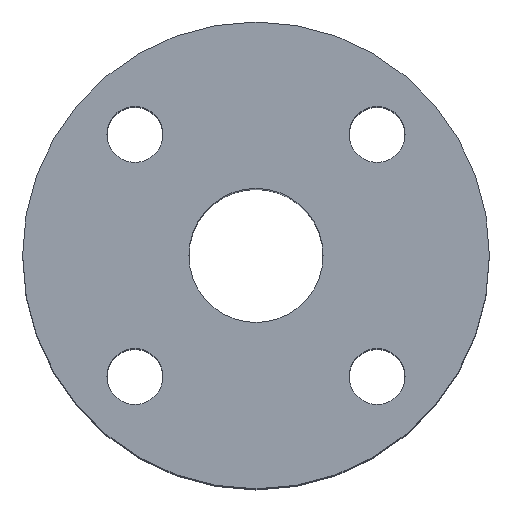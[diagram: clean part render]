
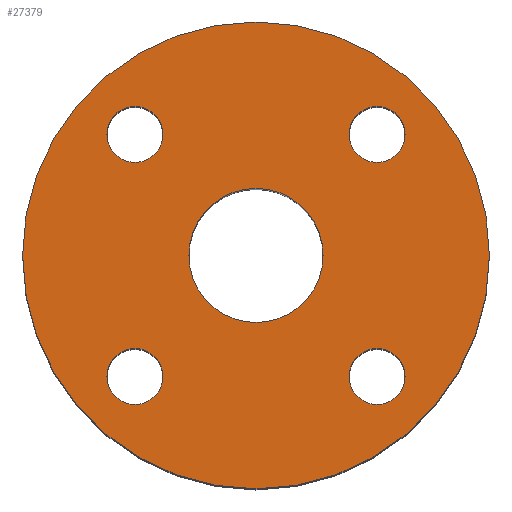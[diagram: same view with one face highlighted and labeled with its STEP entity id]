
A CAD part, top view. The second image highlights one B-rep face of the part: STEP entity #27379.
In plain terms, the highlighted planar face has unit normal (0, 0, 1).
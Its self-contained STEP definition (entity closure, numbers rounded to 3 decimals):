
#175 = FACE_BOUND ( 'NONE', #6668, .T. ) ;
#606 = DIRECTION ( 'NONE',  ( 1., 0., 0. ) ) ;
#671 = CARTESIAN_POINT ( 'NONE',  ( -38.891, -38.891, 0. ) ) ;
#746 = VERTEX_POINT ( 'NONE', #24510 ) ;
#750 = CARTESIAN_POINT ( 'NONE',  ( 29.891, -38.891, 0. ) ) ;
#1687 = FACE_OUTER_BOUND ( 'NONE', #9240, .T. ) ;
#1943 = CARTESIAN_POINT ( 'NONE',  ( 38.891, -38.891, 0. ) ) ;
#2155 = DIRECTION ( 'NONE',  ( 0., 0., 1. ) ) ;
#2175 = CIRCLE ( 'NONE', #18571, 9. ) ;
#2225 = FACE_BOUND ( 'NONE', #22877, .T. ) ;
#2306 = DIRECTION ( 'NONE',  ( 0., 0., 1. ) ) ;
#2328 = VERTEX_POINT ( 'NONE', #750 ) ;
#2779 = EDGE_CURVE ( 'NONE', #27462, #18726, #18135, .T. ) ;
#3009 = DIRECTION ( 'NONE',  ( -1., 0., 0. ) ) ;
#3805 = CARTESIAN_POINT ( 'NONE',  ( -75., 0., 0. ) ) ;
#4419 = CARTESIAN_POINT ( 'NONE',  ( 0., 21.55, 0. ) ) ;
#4450 = CARTESIAN_POINT ( 'NONE',  ( 47.891, -38.891, 0. ) ) ;
#4724 = PLANE ( 'NONE',  #17243 ) ;
#4725 = DIRECTION ( 'NONE',  ( 0., -1., 0. ) ) ;
#5147 = DIRECTION ( 'NONE',  ( 0., 1., 0. ) ) ;
#5419 = DIRECTION ( 'NONE',  ( 1., 0., 0. ) ) ;
#5545 = CIRCLE ( 'NONE', #17723, 75. ) ;
#5666 = EDGE_CURVE ( 'NONE', #19807, #16954, #28932, .T. ) ;
#6668 = EDGE_LOOP ( 'NONE', ( #25134, #27530 ) ) ;
#7063 = DIRECTION ( 'NONE',  ( 0., 0., 1. ) ) ;
#7190 = CARTESIAN_POINT ( 'NONE',  ( -38.891, 38.891, 0. ) ) ;
#7269 = DIRECTION ( 'NONE',  ( 0., 0., 1. ) ) ;
#8221 = DIRECTION ( 'NONE',  ( 1., 0., 0. ) ) ;
#8980 = DIRECTION ( 'NONE',  ( 0., 0., 1. ) ) ;
#9178 = DIRECTION ( 'NONE',  ( 1., 0., 0. ) ) ;
#9240 = EDGE_LOOP ( 'NONE', ( #28902, #13388 ) ) ;
#9562 = DIRECTION ( 'NONE',  ( 0., 0., 1. ) ) ;
#9698 = ORIENTED_EDGE ( 'NONE', *, *, #18759, .F. ) ;
#9713 = AXIS2_PLACEMENT_3D ( 'NONE', #24164, #2155, #26662 ) ;
#9730 = VERTEX_POINT ( 'NONE', #18549 ) ;
#10191 = EDGE_CURVE ( 'NONE', #16954, #19807, #23893, .T. ) ;
#10725 = CARTESIAN_POINT ( 'NONE',  ( 38.891, -38.891, 0. ) ) ;
#10823 = EDGE_CURVE ( 'NONE', #9730, #13657, #22799, .T. ) ;
#11177 = DIRECTION ( 'NONE',  ( -1., 0., 0. ) ) ;
#11322 = CARTESIAN_POINT ( 'NONE',  ( 75., 0., 0. ) ) ;
#11514 = CARTESIAN_POINT ( 'NONE',  ( 0., 0., 0. ) ) ;
#11750 = EDGE_CURVE ( 'NONE', #26512, #2328, #2175, .T. ) ;
#12032 = CARTESIAN_POINT ( 'NONE',  ( 0., 0., 0. ) ) ;
#12159 = AXIS2_PLACEMENT_3D ( 'NONE', #26760, #7063, #606 ) ;
#12864 = DIRECTION ( 'NONE',  ( 0., 0., 1. ) ) ;
#13356 = FACE_BOUND ( 'NONE', #20368, .T. ) ;
#13388 = ORIENTED_EDGE ( 'NONE', *, *, #14318, .T. ) ;
#13592 = CARTESIAN_POINT ( 'NONE',  ( 38.891, 38.891, 0. ) ) ;
#13657 = VERTEX_POINT ( 'NONE', #21004 ) ;
#13796 = DIRECTION ( 'NONE',  ( 0., 0., -1. ) ) ;
#14244 = DIRECTION ( 'NONE',  ( 0., 0., 1. ) ) ;
#14263 = EDGE_LOOP ( 'NONE', ( #25544, #9698 ) ) ;
#14318 = EDGE_CURVE ( 'NONE', #15577, #25267, #20967, .T. ) ;
#14525 = DIRECTION ( 'NONE',  ( 1., 0., 0. ) ) ;
#14772 = CARTESIAN_POINT ( 'NONE',  ( -38.891, 38.891, 0. ) ) ;
#15092 = ORIENTED_EDGE ( 'NONE', *, *, #11750, .F. ) ;
#15473 = EDGE_CURVE ( 'NONE', #25267, #15577, #5545, .T. ) ;
#15577 = VERTEX_POINT ( 'NONE', #3805 ) ;
#15747 = ORIENTED_EDGE ( 'NONE', *, *, #10191, .F. ) ;
#15989 = FACE_BOUND ( 'NONE', #14263, .T. ) ;
#16044 = CARTESIAN_POINT ( 'NONE',  ( -29.891, 38.891, 0. ) ) ;
#16125 = CARTESIAN_POINT ( 'NONE',  ( -29.891, -38.891, 0. ) ) ;
#16280 = AXIS2_PLACEMENT_3D ( 'NONE', #14772, #12864, #19466 ) ;
#16803 = AXIS2_PLACEMENT_3D ( 'NONE', #11514, #27496, #9178 ) ;
#16921 = EDGE_CURVE ( 'NONE', #27339, #746, #25708, .T. ) ;
#16954 = VERTEX_POINT ( 'NONE', #16044 ) ;
#17174 = AXIS2_PLACEMENT_3D ( 'NONE', #13592, #2306, #8221 ) ;
#17243 = AXIS2_PLACEMENT_3D ( 'NONE', #4419, #13796, #11177 ) ;
#17322 = DIRECTION ( 'NONE',  ( 0., -1., 0. ) ) ;
#17723 = AXIS2_PLACEMENT_3D ( 'NONE', #28426, #21698, #5419 ) ;
#18135 = CIRCLE ( 'NONE', #9713, 9. ) ;
#18529 = EDGE_CURVE ( 'NONE', #18726, #27462, #22461, .T. ) ;
#18549 = CARTESIAN_POINT ( 'NONE',  ( 47.891, 38.891, 0. ) ) ;
#18571 = AXIS2_PLACEMENT_3D ( 'NONE', #10725, #19660, #17322 ) ;
#18662 = EDGE_LOOP ( 'NONE', ( #15092, #24987 ) ) ;
#18726 = VERTEX_POINT ( 'NONE', #20704 ) ;
#18759 = EDGE_CURVE ( 'NONE', #13657, #9730, #28544, .T. ) ;
#19466 = DIRECTION ( 'NONE',  ( 0., 1., 0. ) ) ;
#19581 = CIRCLE ( 'NONE', #20508, 21.55 ) ;
#19660 = DIRECTION ( 'NONE',  ( 0., 0., 1. ) ) ;
#19807 = VERTEX_POINT ( 'NONE', #28909 ) ;
#20123 = AXIS2_PLACEMENT_3D ( 'NONE', #7190, #22466, #5147 ) ;
#20368 = EDGE_LOOP ( 'NONE', ( #28353, #25695 ) ) ;
#20508 = AXIS2_PLACEMENT_3D ( 'NONE', #12032, #9562, #14525 ) ;
#20704 = CARTESIAN_POINT ( 'NONE',  ( -47.891, -38.891, 0. ) ) ;
#20967 = CIRCLE ( 'NONE', #26119, 75. ) ;
#21004 = CARTESIAN_POINT ( 'NONE',  ( 29.891, 38.891, 0. ) ) ;
#21009 = DIRECTION ( 'NONE',  ( 1., 0., 0. ) ) ;
#21014 = AXIS2_PLACEMENT_3D ( 'NONE', #1943, #8980, #4725 ) ;
#21061 = AXIS2_PLACEMENT_3D ( 'NONE', #671, #7269, #3009 ) ;
#21698 = DIRECTION ( 'NONE',  ( 0., 0., 1. ) ) ;
#21780 = FACE_BOUND ( 'NONE', #18662, .T. ) ;
#22461 = CIRCLE ( 'NONE', #21061, 9. ) ;
#22466 = DIRECTION ( 'NONE',  ( 0., 0., 1. ) ) ;
#22799 = CIRCLE ( 'NONE', #17174, 9. ) ;
#22877 = EDGE_LOOP ( 'NONE', ( #15747, #24358 ) ) ;
#23204 = CARTESIAN_POINT ( 'NONE',  ( 0., 0., 0. ) ) ;
#23893 = CIRCLE ( 'NONE', #20123, 9. ) ;
#24164 = CARTESIAN_POINT ( 'NONE',  ( -38.891, -38.891, 0. ) ) ;
#24358 = ORIENTED_EDGE ( 'NONE', *, *, #5666, .F. ) ;
#24510 = CARTESIAN_POINT ( 'NONE',  ( 21.55, 0., 0. ) ) ;
#24987 = ORIENTED_EDGE ( 'NONE', *, *, #28874, .F. ) ;
#25134 = ORIENTED_EDGE ( 'NONE', *, *, #2779, .F. ) ;
#25267 = VERTEX_POINT ( 'NONE', #11322 ) ;
#25544 = ORIENTED_EDGE ( 'NONE', *, *, #10823, .F. ) ;
#25695 = ORIENTED_EDGE ( 'NONE', *, *, #16921, .F. ) ;
#25708 = CIRCLE ( 'NONE', #16803, 21.55 ) ;
#26119 = AXIS2_PLACEMENT_3D ( 'NONE', #23204, #14244, #21009 ) ;
#26512 = VERTEX_POINT ( 'NONE', #4450 ) ;
#26662 = DIRECTION ( 'NONE',  ( -1., 0., 0. ) ) ;
#26760 = CARTESIAN_POINT ( 'NONE',  ( 38.891, 38.891, 0. ) ) ;
#27339 = VERTEX_POINT ( 'NONE', #28104 ) ;
#27379 = ADVANCED_FACE ( 'NONE', ( #21780, #175, #2225, #15989, #13356, #1687 ), #4724, .F. ) ;
#27462 = VERTEX_POINT ( 'NONE', #16125 ) ;
#27474 = EDGE_CURVE ( 'NONE', #746, #27339, #19581, .T. ) ;
#27496 = DIRECTION ( 'NONE',  ( 0., 0., 1. ) ) ;
#27530 = ORIENTED_EDGE ( 'NONE', *, *, #18529, .F. ) ;
#28104 = CARTESIAN_POINT ( 'NONE',  ( -21.55, 0., 0. ) ) ;
#28353 = ORIENTED_EDGE ( 'NONE', *, *, #27474, .F. ) ;
#28426 = CARTESIAN_POINT ( 'NONE',  ( 0., 0., 0. ) ) ;
#28544 = CIRCLE ( 'NONE', #12159, 9. ) ;
#28874 = EDGE_CURVE ( 'NONE', #2328, #26512, #28951, .T. ) ;
#28902 = ORIENTED_EDGE ( 'NONE', *, *, #15473, .T. ) ;
#28909 = CARTESIAN_POINT ( 'NONE',  ( -47.891, 38.891, 0. ) ) ;
#28932 = CIRCLE ( 'NONE', #16280, 9. ) ;
#28951 = CIRCLE ( 'NONE', #21014, 9. ) ;
